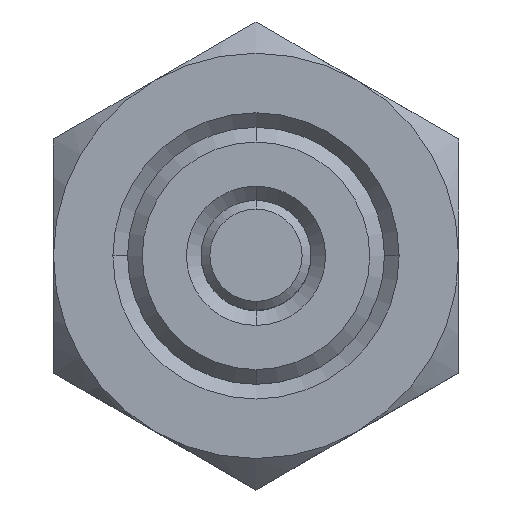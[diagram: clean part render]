
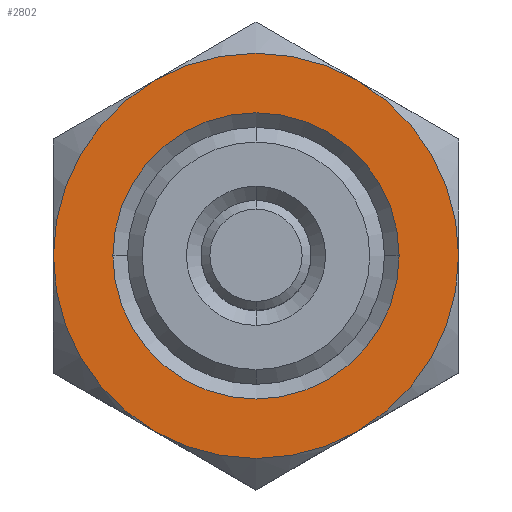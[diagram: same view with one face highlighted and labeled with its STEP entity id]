
A CAD part, top view. The second image highlights one B-rep face of the part: STEP entity #2802.
In plain terms, the highlighted planar face has unit normal (0, 0, 1).
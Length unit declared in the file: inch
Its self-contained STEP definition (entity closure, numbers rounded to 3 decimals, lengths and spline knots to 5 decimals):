
#22 = CIRCLE ( 'NONE', #791, 0.345 ) ;
#57 = VERTEX_POINT ( 'NONE', #2733 ) ;
#70 = DIRECTION ( 'NONE',  ( 1., 0., 0. ) ) ;
#110 = AXIS2_PLACEMENT_3D ( 'NONE', #2874, #1428, #3120 ) ;
#138 = DIRECTION ( 'NONE',  ( 1., 0., 0. ) ) ;
#266 = DIRECTION ( 'NONE',  ( 0., 0., 1. ) ) ;
#320 = ORIENTED_EDGE ( 'NONE', *, *, #718, .T. ) ;
#439 = PLANE ( 'NONE',  #922 ) ;
#440 = ORIENTED_EDGE ( 'NONE', *, *, #2789, .T. ) ;
#456 = CARTESIAN_POINT ( 'NONE',  ( -0.345, 0.19919, 0.125 ) ) ;
#480 = ORIENTED_EDGE ( 'NONE', *, *, #522, .T. ) ;
#522 = EDGE_CURVE ( 'NONE', #814, #1358, #923, .T. ) ;
#525 = CARTESIAN_POINT ( 'NONE',  ( 0.24375, 0., 0.125 ) ) ;
#532 = AXIS2_PLACEMENT_3D ( 'NONE', #3038, #1592, #138 ) ;
#577 = CIRCLE ( 'NONE', #1887, 0.345 ) ;
#611 = EDGE_CURVE ( 'NONE', #2439, #57, #2058, .T. ) ;
#709 = DIRECTION ( 'NONE',  ( 0., 0., -1. ) ) ;
#718 = EDGE_CURVE ( 'NONE', #57, #2439, #1992, .T. ) ;
#791 = AXIS2_PLACEMENT_3D ( 'NONE', #1725, #266, #1965 ) ;
#814 = VERTEX_POINT ( 'NONE', #1850 ) ;
#826 = CARTESIAN_POINT ( 'NONE',  ( 0.345, 0., 0.125 ) ) ;
#873 = DIRECTION ( 'NONE',  ( 0., 0., 1. ) ) ;
#922 = AXIS2_PLACEMENT_3D ( 'NONE', #456, #2389, #938 ) ;
#923 = CIRCLE ( 'NONE', #1411, 0.345 ) ;
#938 = DIRECTION ( 'NONE',  ( 1., 0., 0. ) ) ;
#1027 = ORIENTED_EDGE ( 'NONE', *, *, #1759, .T. ) ;
#1030 = EDGE_CURVE ( 'NONE', #1186, #1113, #22, .T. ) ;
#1057 = FACE_OUTER_BOUND ( 'NONE', #2912, .T. ) ;
#1072 = CARTESIAN_POINT ( 'NONE',  ( 0., 0., 0.125 ) ) ;
#1113 = VERTEX_POINT ( 'NONE', #2959 ) ;
#1135 = CIRCLE ( 'NONE', #110, 0.345 ) ;
#1153 = EDGE_CURVE ( 'NONE', #1358, #1186, #1730, .T. ) ;
#1186 = VERTEX_POINT ( 'NONE', #1823 ) ;
#1240 = CARTESIAN_POINT ( 'NONE',  ( 0.1725, 0.29878, 0.125 ) ) ;
#1322 = DIRECTION ( 'NONE',  ( 1., 0., 0. ) ) ;
#1358 = VERTEX_POINT ( 'NONE', #2149 ) ;
#1411 = AXIS2_PLACEMENT_3D ( 'NONE', #1433, #3124, #1682 ) ;
#1428 = DIRECTION ( 'NONE',  ( 0., 0., 1. ) ) ;
#1433 = CARTESIAN_POINT ( 'NONE',  ( 0., 0., 0.125 ) ) ;
#1468 = VERTEX_POINT ( 'NONE', #1240 ) ;
#1478 = CARTESIAN_POINT ( 'NONE',  ( 0., 0., 0.125 ) ) ;
#1519 = DIRECTION ( 'NONE',  ( 0., 0., 1. ) ) ;
#1592 = DIRECTION ( 'NONE',  ( 0., 0., -1. ) ) ;
#1682 = DIRECTION ( 'NONE',  ( 1., 0., 0. ) ) ;
#1725 = CARTESIAN_POINT ( 'NONE',  ( 0., 0., 0.125 ) ) ;
#1730 = CIRCLE ( 'NONE', #2576, 0.345 ) ;
#1759 = EDGE_CURVE ( 'NONE', #1856, #1468, #577, .T. ) ;
#1763 = AXIS2_PLACEMENT_3D ( 'NONE', #2327, #873, #2570 ) ;
#1772 = EDGE_LOOP ( 'NONE', ( #2341, #320 ) ) ;
#1789 = FACE_BOUND ( 'NONE', #1772, .T. ) ;
#1823 = CARTESIAN_POINT ( 'NONE',  ( -0.1725, -0.29878, 0.125 ) ) ;
#1850 = CARTESIAN_POINT ( 'NONE',  ( -0.1725, 0.29878, 0.125 ) ) ;
#1856 = VERTEX_POINT ( 'NONE', #826 ) ;
#1887 = AXIS2_PLACEMENT_3D ( 'NONE', #2974, #1519, #70 ) ;
#1965 = DIRECTION ( 'NONE',  ( 1., 0., 0. ) ) ;
#1992 = CIRCLE ( 'NONE', #532, 0.24375 ) ;
#2058 = CIRCLE ( 'NONE', #2216, 0.24375 ) ;
#2122 = CIRCLE ( 'NONE', #1763, 0.345 ) ;
#2149 = CARTESIAN_POINT ( 'NONE',  ( -0.345, 0., 0.125 ) ) ;
#2216 = AXIS2_PLACEMENT_3D ( 'NONE', #1478, #709, #2671 ) ;
#2229 = EDGE_CURVE ( 'NONE', #1113, #1856, #2122, .T. ) ;
#2327 = CARTESIAN_POINT ( 'NONE',  ( 0., 0., 0.125 ) ) ;
#2341 = ORIENTED_EDGE ( 'NONE', *, *, #611, .T. ) ;
#2389 = DIRECTION ( 'NONE',  ( 0., 0., 1. ) ) ;
#2435 = ORIENTED_EDGE ( 'NONE', *, *, #1153, .T. ) ;
#2439 = VERTEX_POINT ( 'NONE', #525 ) ;
#2486 = ORIENTED_EDGE ( 'NONE', *, *, #1030, .T. ) ;
#2570 = DIRECTION ( 'NONE',  ( 1., 0., 0. ) ) ;
#2576 = AXIS2_PLACEMENT_3D ( 'NONE', #1072, #2768, #1322 ) ;
#2671 = DIRECTION ( 'NONE',  ( 1., 0., 0. ) ) ;
#2733 = CARTESIAN_POINT ( 'NONE',  ( -0.24375, 0., 0.125 ) ) ;
#2768 = DIRECTION ( 'NONE',  ( 0., 0., 1. ) ) ;
#2789 = EDGE_CURVE ( 'NONE', #1468, #814, #1135, .T. ) ;
#2802 = ADVANCED_FACE ( 'NONE', ( #1789, #1057 ), #439, .T. ) ;
#2874 = CARTESIAN_POINT ( 'NONE',  ( 0., 0., 0.125 ) ) ;
#2912 = EDGE_LOOP ( 'NONE', ( #3012, #1027, #440, #480, #2435, #2486 ) ) ;
#2959 = CARTESIAN_POINT ( 'NONE',  ( 0.1725, -0.29878, 0.125 ) ) ;
#2974 = CARTESIAN_POINT ( 'NONE',  ( 0., 0., 0.125 ) ) ;
#3012 = ORIENTED_EDGE ( 'NONE', *, *, #2229, .T. ) ;
#3038 = CARTESIAN_POINT ( 'NONE',  ( 0., 0., 0.125 ) ) ;
#3120 = DIRECTION ( 'NONE',  ( 1., 0., 0. ) ) ;
#3124 = DIRECTION ( 'NONE',  ( 0., 0., 1. ) ) ;
